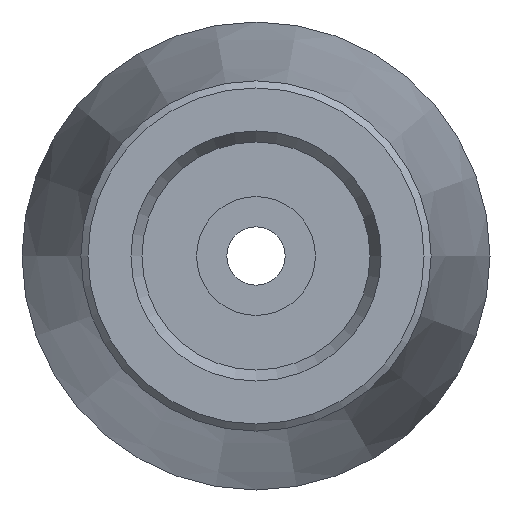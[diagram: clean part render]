
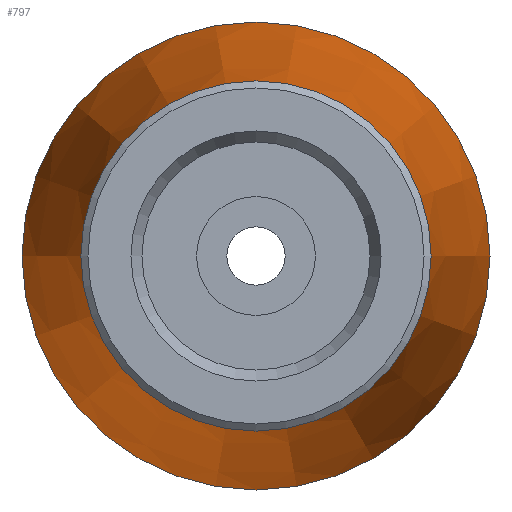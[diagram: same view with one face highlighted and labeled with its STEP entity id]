
A CAD part, left-side view. The second image highlights one B-rep face of the part: STEP entity #797.
In plain terms, the highlighted conical face has half-angle 8 degrees and reference radius 14.167 mm.
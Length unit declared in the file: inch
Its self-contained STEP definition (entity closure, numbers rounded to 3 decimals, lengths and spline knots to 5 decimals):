
#120=FACE_OUTER_BOUND('',#188,.T.);
#188=EDGE_LOOP('',(#657,#658,#659,#660));
#244=LINE('',#1398,#288);
#288=VECTOR('',#1139,0.55775);
#342=CIRCLE('',#916,0.4775);
#343=CIRCLE('',#918,0.638);
#409=VERTEX_POINT('',#1392);
#410=VERTEX_POINT('',#1396);
#493=EDGE_CURVE('',#409,#409,#342,.T.);
#495=EDGE_CURVE('',#410,#410,#343,.T.);
#496=EDGE_CURVE('',#410,#409,#244,.T.);
#657=ORIENTED_EDGE('',*,*,#495,.F.);
#658=ORIENTED_EDGE('',*,*,#496,.T.);
#659=ORIENTED_EDGE('',*,*,#493,.T.);
#660=ORIENTED_EDGE('',*,*,#496,.F.);
#755=CONICAL_SURFACE('',#917,0.55775,0.14);
#797=ADVANCED_FACE('',(#120),#755,.T.);
#916=AXIS2_PLACEMENT_3D('',#1393,#1132,#1133);
#917=AXIS2_PLACEMENT_3D('',#1395,#1135,#1136);
#918=AXIS2_PLACEMENT_3D('',#1397,#1137,#1138);
#1132=DIRECTION('center_axis',(1.,0.,0.));
#1133=DIRECTION('ref_axis',(0.,0.,-1.));
#1135=DIRECTION('center_axis',(1.,0.,0.));
#1136=DIRECTION('ref_axis',(0.,1.,0.));
#1137=DIRECTION('center_axis',(1.,0.,0.));
#1138=DIRECTION('ref_axis',(0.,0.,-1.));
#1139=DIRECTION('',(-0.99,0.139,0.));
#1392=CARTESIAN_POINT('',(0.01683,-0.4775,0.));
#1393=CARTESIAN_POINT('Origin',(0.01683,0.,0.));
#1395=CARTESIAN_POINT('Origin',(0.58784,0.,0.));
#1396=CARTESIAN_POINT('',(1.15885,-0.638,0.));
#1397=CARTESIAN_POINT('Origin',(1.15885,0.,0.));
#1398=CARTESIAN_POINT('',(0.58784,-0.55775,0.));
